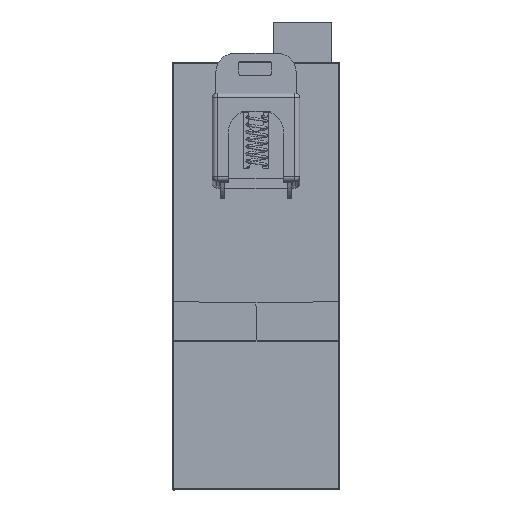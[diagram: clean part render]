
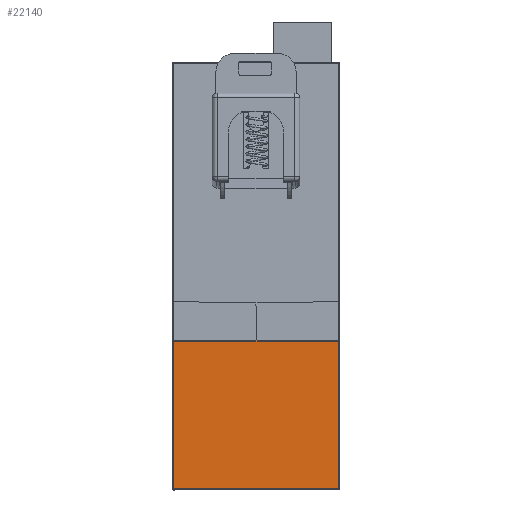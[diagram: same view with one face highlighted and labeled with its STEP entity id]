
A CAD part, top view. The second image highlights one B-rep face of the part: STEP entity #22140.
In plain terms, the highlighted planar face has unit normal (0, 0, 1).
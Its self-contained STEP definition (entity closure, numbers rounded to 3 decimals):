
#91 = LINE ( 'NONE', #11988, #14491 ) ;
#1450 = CARTESIAN_POINT ( 'NONE',  ( 0., -13.89, 33.257 ) ) ;
#1930 = VERTEX_POINT ( 'NONE', #9178 ) ;
#2014 = ORIENTED_EDGE ( 'NONE', *, *, #9856, .F. ) ;
#2202 = CARTESIAN_POINT ( 'NONE',  ( 17.513, -13.92, 33.257 ) ) ;
#2242 = DIRECTION ( 'NONE',  ( -1., 0., 0. ) ) ;
#2358 = DIRECTION ( 'NONE',  ( 1., -0.002, 0. ) ) ;
#3229 = LINE ( 'NONE', #9951, #11756 ) ;
#4810 = CARTESIAN_POINT ( 'NONE',  ( 17.513, -45.292, 33.257 ) ) ;
#5399 = VERTEX_POINT ( 'NONE', #23366 ) ;
#5843 = CARTESIAN_POINT ( 'NONE',  ( -17.714, -45.292, 33.257 ) ) ;
#6494 = CARTESIAN_POINT ( 'NONE',  ( 17.513, -45.091, 33.257 ) ) ;
#7018 = VECTOR ( 'NONE', #23771, 1000. ) ;
#7463 = DIRECTION ( 'NONE',  ( -1., 0., 0. ) ) ;
#8324 = ORIENTED_EDGE ( 'NONE', *, *, #9049, .F. ) ;
#9049 = EDGE_CURVE ( '����������� ������� Defeature2_92+����������� ������� Defeature2_104+����������� ������� Defeature2_91+����������� ������� Defeature2_47', #17974, #18592, #3229, .T. ) ;
#9178 = CARTESIAN_POINT ( 'NONE',  ( -17.513, -13.92, 33.257 ) ) ;
#9236 = FACE_OUTER_BOUND ( 'NONE', #11774, .T. ) ;
#9752 = ORIENTED_EDGE ( 'NONE', *, *, #9830, .F. ) ;
#9830 = EDGE_CURVE ( '����������� ������� Defeature2_90+����������� ������� Defeature2_104+����������� ������� Defeature2_45+����������� ������� Defeature2_103', #14551, #5399, #91, .T. ) ;
#9856 = EDGE_CURVE ( '����������� ������� Defeature2_89+����������� ������� Defeature2_104+����������� ������� Defeature2_47+����������� ������� Defeature2_45', #18592, #14551, #10175, .T. ) ;
#9951 = CARTESIAN_POINT ( 'NONE',  ( 0., -13.89, 33.257 ) ) ;
#10175 = LINE ( 'NONE', #4810, #20883 ) ;
#11444 = EDGE_CURVE ( '����������� ������� Defeature2_113+����������� ������� Defeature2_104+����������� ������� Defeature2_103+����������� ������� Defeature2_105', #5399, #1930, #12815, .T. ) ;
#11756 = VECTOR ( 'NONE', #2358, 1000. ) ;
#11774 = EDGE_LOOP ( 'NONE', ( #14371, #21544, #9752, #2014, #8324 ) ) ;
#11988 = CARTESIAN_POINT ( 'NONE',  ( -17.714, -45.091, 33.257 ) ) ;
#12815 = LINE ( 'NONE', #23677, #22590 ) ;
#14371 = ORIENTED_EDGE ( 'NONE', *, *, #17247, .F. ) ;
#14491 = VECTOR ( 'NONE', #2242, 1000. ) ;
#14551 = VERTEX_POINT ( 'NONE', #6494 ) ;
#17247 = EDGE_CURVE ( '����������� ������� Defeature2_91+����������� ������� Defeature2_104+����������� ������� Defeature2_105+����������� ������� Defeature2_92', #1930, #17974, #19283, .T. ) ;
#17974 = VERTEX_POINT ( 'NONE', #1450 ) ;
#18400 = AXIS2_PLACEMENT_3D ( 'NONE', #5843, #21317, #7463 ) ;
#18592 = VERTEX_POINT ( 'NONE', #2202 ) ;
#19283 = LINE ( 'NONE', #19864, #7018 ) ;
#19779 = DIRECTION ( 'NONE',  ( 0., 1., 0. ) ) ;
#19864 = CARTESIAN_POINT ( 'NONE',  ( -17.513, -13.92, 33.257 ) ) ;
#20883 = VECTOR ( 'NONE', #22308, 1000. ) ;
#21317 = DIRECTION ( 'NONE',  ( 0., 0., -1. ) ) ;
#21405 = PLANE ( 'NONE',  #18400 ) ;
#21544 = ORIENTED_EDGE ( 'NONE', *, *, #11444, .F. ) ;
#22140 = ADVANCED_FACE ( '����������� ������� Defeature2_104', ( #9236 ), #21405, .F. ) ;
#22308 = DIRECTION ( 'NONE',  ( 0., -1., 0. ) ) ;
#22590 = VECTOR ( 'NONE', #19779, 1000. ) ;
#23366 = CARTESIAN_POINT ( 'NONE',  ( -17.513, -45.091, 33.257 ) ) ;
#23677 = CARTESIAN_POINT ( 'NONE',  ( -17.513, 0., 33.257 ) ) ;
#23771 = DIRECTION ( 'NONE',  ( 1., 0.002, 0. ) ) ;
